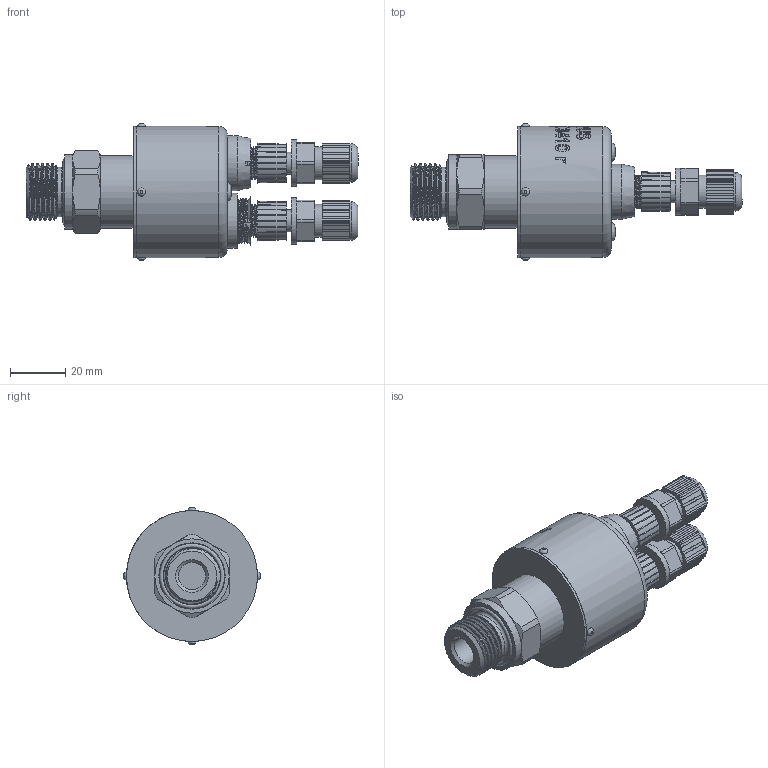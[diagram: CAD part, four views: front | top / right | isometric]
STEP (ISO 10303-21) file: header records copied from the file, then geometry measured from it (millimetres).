
FILE_DESCRIPTION(/* description */ (''),/* implementation_level */ '2;1');
FILE_NAME(/* name */ 'ASZ3410r_G1''2-openport-pvdf_M12x1-straight.step',/* time_stamp */ '2021-07-29T10:21:56+03:00',/* author */ (''),/* organization */ (''),/* preprocessor_version */ 'ST-DEVELOPER v18.1',/* originating_system */ 'Autodesk Translation Framework v10.9.0.1377',/* authorisation */ '');
FILE_SCHEMA (('AUTOMOTIVE_DESIGN { 1 0 10303 214 3 1 1 }'));
Products named in the file (6): АСЗ 3420(3410) r - filled; shell; M12x1 male v16; M12x1 male 2; M12x1 female straight v9; G1/2 openport PVDF v1
Assembly tree (6 placements, depth 2):
  АСЗ 3420(3410) r - filled
    shell
    M12x1 male v16
    M12x1 male 2
    M12x1 female straight v9  x2
    G1/2 openport PVDF v1
Bounding box: 120.64 x 49.6 x 49.6 mm (x, y, z)
Volume: 93641.9 mm3; surface area: 29850.1 mm2
Topology: 31 solids, 31 shells, 1419 faces, 3850 edges, 2545 vertices
Faces by surface type: plane 540, bspline 534, cylinder 247, cone 81, torus 17
Full cylindrical faces by diameter (mm): 1 x25, 1.5 x8, 2 x4, 2.2 x4, 7.13 x2, 7.3 x2, 8 x6, 8.2 x2, 10 x1, 10.293 x2, 10.6 x4, 10.741 x8, 11.884 x6, 12 x2, 13 x2, 14 x2, 15.036 x8, 16.152 x10, 17 x2, 18 x1, 18.631 x5, 20 x2, 20.5 x1, 23 x1, 23.7 x1, 26.5 x2, 26.98 x1, 46 x1, 47.62 x1, 47.625 x1
Entity records: 61713 total; most frequent: CARTESIAN_POINT 34655, ORIENTED_EDGE 6594, DIRECTION 3800, EDGE_CURVE 3297, VERTEX_POINT 2182, LINE 1446, VECTOR 1446, B_SPLINE_CURVE_WITH_KNOTS 1329
